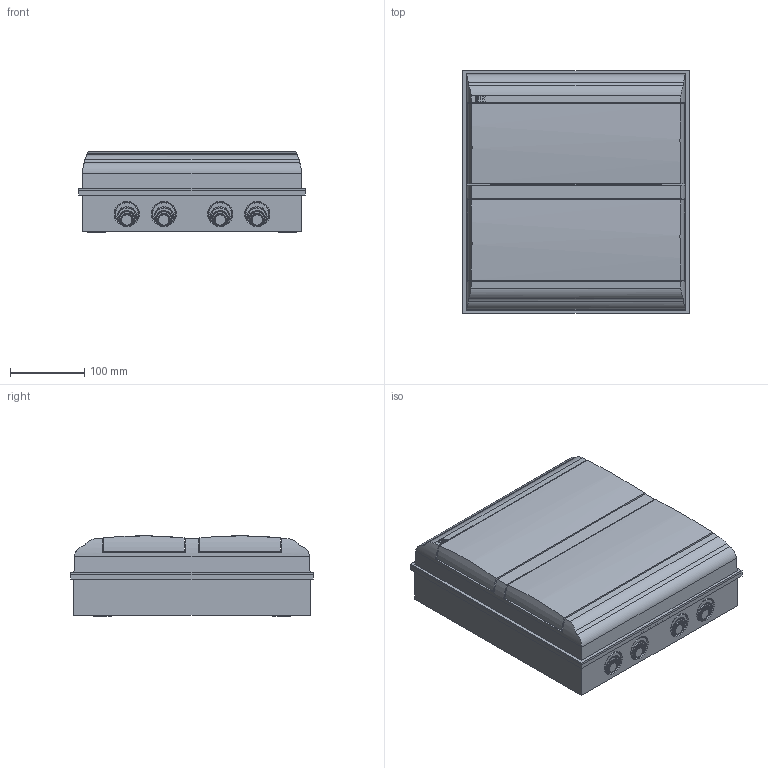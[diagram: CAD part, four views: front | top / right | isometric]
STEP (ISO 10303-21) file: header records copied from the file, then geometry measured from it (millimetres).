
FILE_DESCRIPTION (( 'STEP AP203' ), '1' );
FILE_NAME ('24.STEP', '2016-10-14T12:01:26', ( '' ), ( '' ), 'SwSTEP 2.0', 'SolidWorks 2014', '' );
FILE_SCHEMA (( 'CONFIG_CONTROL_DESIGN' ));
Length unit declared in the file: millimetre
Products named in the file (1): 24
Bounding box: 306 x 328 x 108.37 mm (x, y, z)
Volume: 1263787.7 mm3; surface area: 1058276 mm2
Topology: 6 solids, 6 shells, 3929 faces, 10701 edges, 7060 vertices
Faces by surface type: plane 2564, bspline 554, cylinder 519, cone 260, torus 32
Full cylindrical faces by diameter (mm): 3 x4, 3.2 x4, 9.1 x4, 9.791 x4, 12 x6, 15 x4, 16 x16, 16.5 x4, 18 x4, 19.5 x4, 20 x8, 21 x6, 24.5 x8, 25 x12, 28 x4, 32 x8, 34 x8
Entity records: 139432 total; most frequent: CARTESIAN_POINT 46027, ORIENTED_EDGE 20862, DIRECTION 16229, EDGE_CURVE 10431, LINE 7473, VECTOR 7473, VERTEX_POINT 6978, EDGE_LOOP 4665
